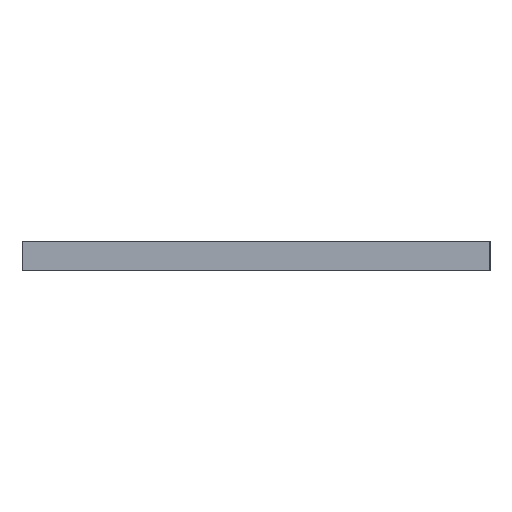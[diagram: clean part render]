
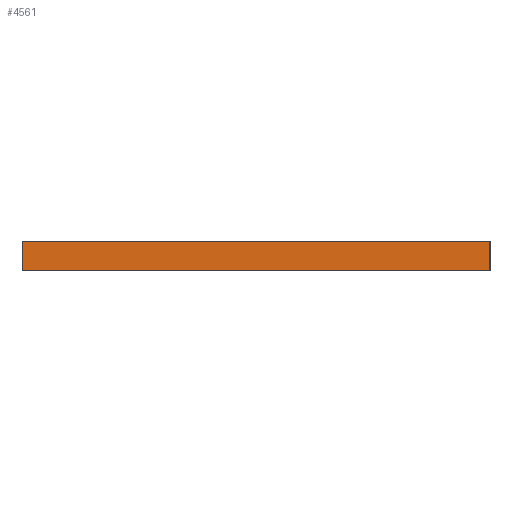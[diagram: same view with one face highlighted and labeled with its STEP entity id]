
A CAD part, left-side view. The second image highlights one B-rep face of the part: STEP entity #4561.
In plain terms, the highlighted planar face has unit normal (-1, 0, 0).
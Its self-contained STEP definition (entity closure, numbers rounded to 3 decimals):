
#880=FACE_OUTER_BOUND('',#1198,.T.);
#1198=EDGE_LOOP('',(#3799,#3800,#3801,#3802));
#1664=LINE('',#7870,#1973);
#1665=LINE('',#7873,#1974);
#1666=LINE('',#7875,#1975);
#1667=LINE('',#7876,#1976);
#1973=VECTOR('',#6604,10.);
#1974=VECTOR('',#6607,10.);
#1975=VECTOR('',#6608,10.);
#1976=VECTOR('',#6609,10.);
#2353=VERTEX_POINT('',#7866);
#2354=VERTEX_POINT('',#7868);
#2355=VERTEX_POINT('',#7872);
#2356=VERTEX_POINT('',#7874);
#2918=EDGE_CURVE('',#2353,#2354,#1664,.T.);
#2919=EDGE_CURVE('',#2355,#2353,#1665,.T.);
#2920=EDGE_CURVE('',#2356,#2354,#1666,.T.);
#2921=EDGE_CURVE('',#2355,#2356,#1667,.T.);
#3799=ORIENTED_EDGE('',*,*,#2919,.T.);
#3800=ORIENTED_EDGE('',*,*,#2918,.T.);
#3801=ORIENTED_EDGE('',*,*,#2920,.F.);
#3802=ORIENTED_EDGE('',*,*,#2921,.F.);
#4243=PLANE('',#5151);
#4561=ADVANCED_FACE('',(#880),#4243,.T.);
#5151=AXIS2_PLACEMENT_3D('',#7871,#6605,#6606);
#6604=DIRECTION('',(0.,0.,-1.));
#6605=DIRECTION('center_axis',(-1.,0.,0.));
#6606=DIRECTION('ref_axis',(0.,1.,0.));
#6607=DIRECTION('',(0.,1.,0.));
#6608=DIRECTION('',(0.,1.,0.));
#6609=DIRECTION('',(0.,0.,-1.));
#7866=CARTESIAN_POINT('',(-45.545,27.787,0.));
#7868=CARTESIAN_POINT('',(-45.545,27.787,-4.));
#7870=CARTESIAN_POINT('',(-45.545,27.787,0.));
#7871=CARTESIAN_POINT('Origin',(-45.545,-35.013,0.));
#7872=CARTESIAN_POINT('',(-45.545,-35.013,0.));
#7873=CARTESIAN_POINT('',(-45.545,-35.013,0.));
#7874=CARTESIAN_POINT('',(-45.545,-35.013,-4.));
#7875=CARTESIAN_POINT('',(-45.545,-35.013,-4.));
#7876=CARTESIAN_POINT('',(-45.545,-35.013,0.));
